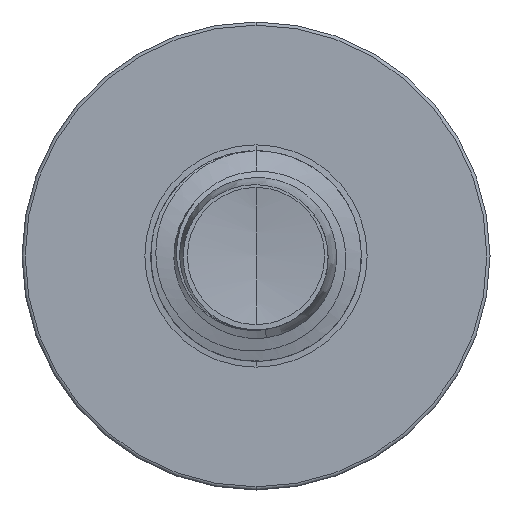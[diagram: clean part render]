
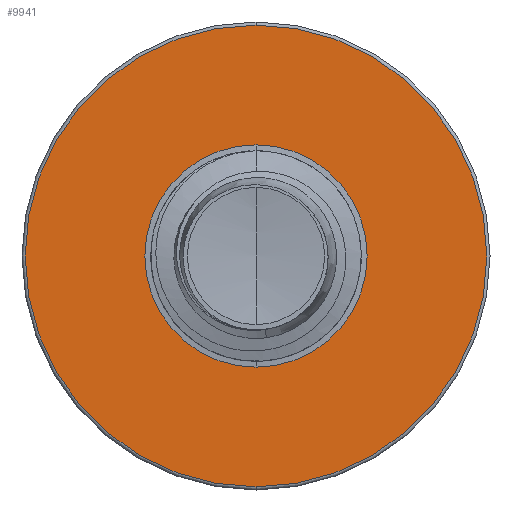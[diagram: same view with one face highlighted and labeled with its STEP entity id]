
A CAD part, front view. The second image highlights one B-rep face of the part: STEP entity #9941.
In plain terms, the highlighted planar face has unit normal (0, -1, 0).
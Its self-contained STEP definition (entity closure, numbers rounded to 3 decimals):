
#514 = EDGE_CURVE ( 'NONE', #5225, #2531, #4567, .T. ) ;
#1418 = VERTEX_POINT ( 'NONE', #16891 ) ;
#1647 = EDGE_LOOP ( 'NONE', ( #6815, #14726 ) ) ;
#2531 = VERTEX_POINT ( 'NONE', #4394 ) ;
#3020 = DIRECTION ( 'NONE',  ( 0., 0., 1. ) ) ;
#3021 = AXIS2_PLACEMENT_3D ( 'NONE', #4367, #13704, #5709 ) ;
#3067 = CIRCLE ( 'NONE', #5798, 2.375 ) ;
#3738 = DIRECTION ( 'NONE',  ( 0., 1., 0. ) ) ;
#4027 = CARTESIAN_POINT ( 'NONE',  ( 0., 5., -2.375 ) ) ;
#4367 = CARTESIAN_POINT ( 'NONE',  ( 0., 5., 0. ) ) ;
#4394 = CARTESIAN_POINT ( 'NONE',  ( 0., 5., -4.933 ) ) ;
#4532 = CIRCLE ( 'NONE', #16271, 2.375 ) ;
#4567 = CIRCLE ( 'NONE', #3021, 4.933 ) ;
#5000 = EDGE_CURVE ( 'NONE', #6481, #1418, #4532, .T. ) ;
#5182 = EDGE_LOOP ( 'NONE', ( #5360, #10143 ) ) ;
#5225 = VERTEX_POINT ( 'NONE', #5815 ) ;
#5343 = DIRECTION ( 'NONE',  ( 0., 1., 0. ) ) ;
#5360 = ORIENTED_EDGE ( 'NONE', *, *, #12268, .T. ) ;
#5709 = DIRECTION ( 'NONE',  ( 0., 0., 1. ) ) ;
#5798 = AXIS2_PLACEMENT_3D ( 'NONE', #11739, #3738, #13079 ) ;
#5810 = AXIS2_PLACEMENT_3D ( 'NONE', #13344, #5343, #14657 ) ;
#5815 = CARTESIAN_POINT ( 'NONE',  ( 0., 5., 4.933 ) ) ;
#5962 = CIRCLE ( 'NONE', #5810, 4.933 ) ;
#6481 = VERTEX_POINT ( 'NONE', #14571 ) ;
#6815 = ORIENTED_EDGE ( 'NONE', *, *, #514, .F. ) ;
#6884 = DIRECTION ( 'NONE',  ( 0., 1., 0. ) ) ;
#8345 = PLANE ( 'NONE',  #14529 ) ;
#9941 = ADVANCED_FACE ( 'NONE', ( #17211, #16783 ), #8345, .F. ) ;
#10143 = ORIENTED_EDGE ( 'NONE', *, *, #5000, .T. ) ;
#11001 = DIRECTION ( 'NONE',  ( 0., 1., 0. ) ) ;
#11034 = EDGE_CURVE ( 'NONE', #2531, #5225, #5962, .T. ) ;
#11739 = CARTESIAN_POINT ( 'NONE',  ( 0., 5., 0. ) ) ;
#12268 = EDGE_CURVE ( 'NONE', #1418, #6481, #3067, .T. ) ;
#13079 = DIRECTION ( 'NONE',  ( 0., 0., 1. ) ) ;
#13344 = CARTESIAN_POINT ( 'NONE',  ( 0., 5., 0. ) ) ;
#13704 = DIRECTION ( 'NONE',  ( 0., 1., 0. ) ) ;
#14529 = AXIS2_PLACEMENT_3D ( 'NONE', #4027, #11001, #3020 ) ;
#14571 = CARTESIAN_POINT ( 'NONE',  ( 0., 5., -2.375 ) ) ;
#14657 = DIRECTION ( 'NONE',  ( 0., 0., 1. ) ) ;
#14726 = ORIENTED_EDGE ( 'NONE', *, *, #11034, .F. ) ;
#14842 = CARTESIAN_POINT ( 'NONE',  ( 0., 5., 0. ) ) ;
#16173 = DIRECTION ( 'NONE',  ( 0., 0., 1. ) ) ;
#16271 = AXIS2_PLACEMENT_3D ( 'NONE', #14842, #6884, #16173 ) ;
#16783 = FACE_BOUND ( 'NONE', #5182, .T. ) ;
#16891 = CARTESIAN_POINT ( 'NONE',  ( 0., 5., 2.375 ) ) ;
#17211 = FACE_OUTER_BOUND ( 'NONE', #1647, .T. ) ;
